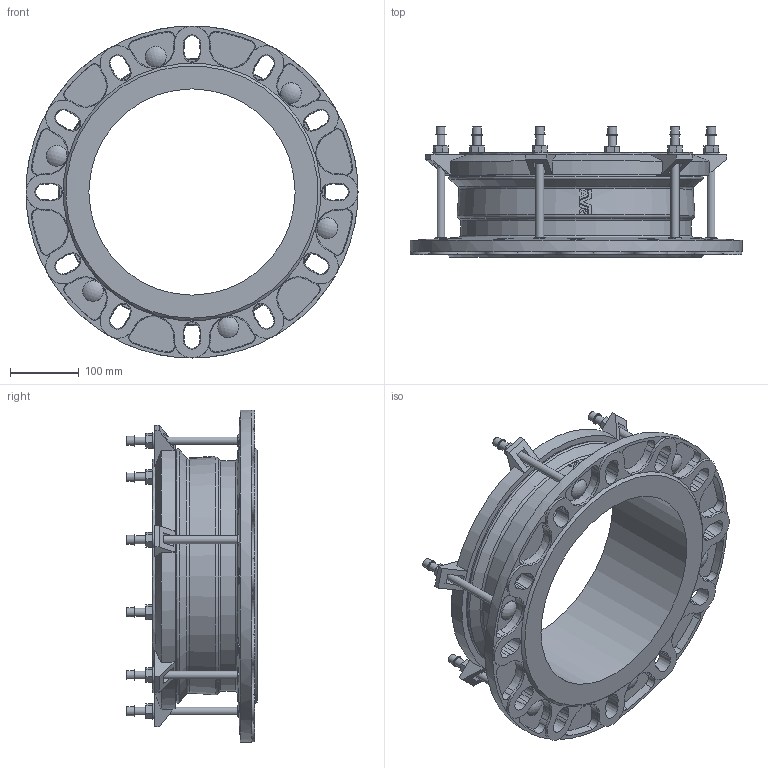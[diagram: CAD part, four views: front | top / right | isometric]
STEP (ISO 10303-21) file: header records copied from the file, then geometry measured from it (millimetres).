
FILE_DESCRIPTION (( 'STEP AP203' ), '1' );
FILE_NAME ('O_603_000_DN300_301-327mm_STEP.STEP', '2015-03-12T07:54:31', ( 'ken' ), ( '' ), 'SwSTEP 2.0', 'SolidWorks 2012', '' );
FILE_SCHEMA (( 'CONFIG_CONTROL_DESIGN' ));
Length unit declared in the file: millimetre
Products named in the file (1): O_603_000_DN300_301-327mm_STEP
Bounding box: 483 x 190 x 483 mm (x, y, z)
Volume: 5599996.5 mm3; surface area: 696968.1 mm2
Topology: 1 solids, 1 shells, 588 faces, 1495 edges, 967 vertices
Faces by surface type: plane 302, cone 171, cylinder 65, bspline 39, sphere 6, torus 5
Full cylindrical faces by diameter (mm): 12 x12, 13 x6, 16 x6, 24 x6, 30 x6, 300 x1, 336 x1, 340 x1, 368.596 x1, 483 x1
Entity records: 21261 total; most frequent: CARTESIAN_POINT 7506, ORIENTED_EDGE 2864, DIRECTION 2662, EDGE_CURVE 1432, AXIS2_PLACEMENT_3D 982, VERTEX_POINT 956, EDGE_LOOP 736, LINE 698
